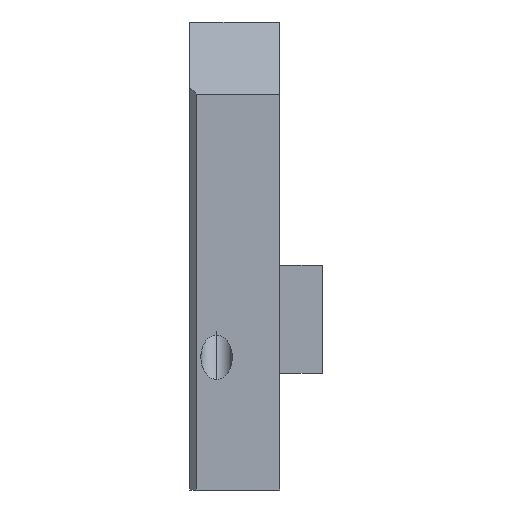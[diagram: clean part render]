
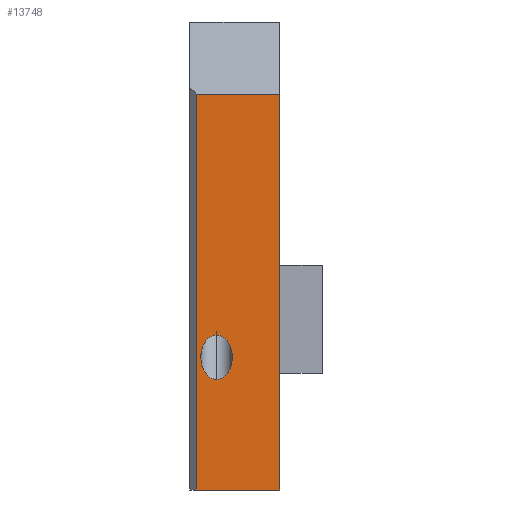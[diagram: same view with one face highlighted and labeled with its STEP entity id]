
A CAD part, left-side view. The second image highlights one B-rep face of the part: STEP entity #13748.
In plain terms, the highlighted planar face has unit normal (-1, 0, 0).
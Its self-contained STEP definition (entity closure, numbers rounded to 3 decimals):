
#102 = CARTESIAN_POINT ( 'NONE',  ( -94.5, 14., 34.45 ) ) ;
#160 = ORIENTED_EDGE ( 'NONE', *, *, #11476, .F. ) ;
#274 = VERTEX_POINT ( 'NONE', #13245 ) ;
#307 =( BOUNDED_CURVE ( )  B_SPLINE_CURVE ( 3, ( #8387, #7407, #4041, #10519 ),
 .UNSPECIFIED., .F., .F. ) 
 B_SPLINE_CURVE_WITH_KNOTS ( ( 4, 4 ),
 ( 3.142, 6.283 ),
 .UNSPECIFIED. ) 
 CURVE ( )  GEOMETRIC_REPRESENTATION_ITEM ( )  RATIONAL_B_SPLINE_CURVE ( ( 1., 0.333, 0.333, 1. ) ) 
 REPRESENTATION_ITEM ( '' )  );
#640 = CARTESIAN_POINT ( 'NONE',  ( -94.5, 14., 34.45 ) ) ;
#666 = VECTOR ( 'NONE', #13370, 1000. ) ;
#827 = VERTEX_POINT ( 'NONE', #10972 ) ;
#1193 = VECTOR ( 'NONE', #6370, 1000. ) ;
#1231 = ORIENTED_EDGE ( 'NONE', *, *, #5735, .F. ) ;
#1262 = LINE ( 'NONE', #2470, #9035 ) ;
#1286 = EDGE_LOOP ( 'NONE', ( #8473, #4253 ) ) ;
#2133 = VERTEX_POINT ( 'NONE', #6182 ) ;
#2470 = CARTESIAN_POINT ( 'NONE',  ( -94.5, 20., 0. ) ) ;
#2565 = EDGE_CURVE ( 'NONE', #5108, #12302, #9720, .T. ) ;
#2716 = CARTESIAN_POINT ( 'NONE',  ( -94.5, 21., 24.55 ) ) ;
#3797 = CARTESIAN_POINT ( 'NONE',  ( -94.5, 14., 24.55 ) ) ;
#3900 = FACE_BOUND ( 'NONE', #1286, .T. ) ;
#4041 = CARTESIAN_POINT ( 'NONE',  ( -94.5, 7., 34.45 ) ) ;
#4253 = ORIENTED_EDGE ( 'NONE', *, *, #2565, .F. ) ;
#4821 = VECTOR ( 'NONE', #7911, 1000. ) ;
#5108 = VERTEX_POINT ( 'NONE', #102 ) ;
#5344 = CARTESIAN_POINT ( 'NONE',  ( -94.5, 0., 104. ) ) ;
#5735 = EDGE_CURVE ( 'NONE', #2133, #274, #1262, .T. ) ;
#5874 = CARTESIAN_POINT ( 'NONE',  ( -94.5, 20., 88. ) ) ;
#6043 = AXIS2_PLACEMENT_3D ( 'NONE', #10648, #7566, #7747 ) ;
#6182 = CARTESIAN_POINT ( 'NONE',  ( -94.5, 0., 0. ) ) ;
#6370 = DIRECTION ( 'NONE',  ( 0., 0., 1. ) ) ;
#6425 = LINE ( 'NONE', #5344, #1193 ) ;
#7407 = CARTESIAN_POINT ( 'NONE',  ( -94.5, 7., 24.55 ) ) ;
#7550 = VERTEX_POINT ( 'NONE', #12608 ) ;
#7566 = DIRECTION ( 'NONE',  ( 1., 0., 0. ) ) ;
#7747 = DIRECTION ( 'NONE',  ( 0., 0., -1. ) ) ;
#7911 = DIRECTION ( 'NONE',  ( 0., 0., 1. ) ) ;
#8247 = ORIENTED_EDGE ( 'NONE', *, *, #13738, .T. ) ;
#8387 = CARTESIAN_POINT ( 'NONE',  ( -94.5, 14., 24.55 ) ) ;
#8473 = ORIENTED_EDGE ( 'NONE', *, *, #13592, .F. ) ;
#8925 = LINE ( 'NONE', #5874, #666 ) ;
#9035 = VECTOR ( 'NONE', #11022, 1000. ) ;
#9202 = LINE ( 'NONE', #13335, #4821 ) ;
#9546 = PLANE ( 'NONE',  #6043 ) ;
#9720 =( BOUNDED_CURVE ( )  B_SPLINE_CURVE ( 3, ( #640, #10171, #2716, #3797 ),
 .UNSPECIFIED., .F., .F. ) 
 B_SPLINE_CURVE_WITH_KNOTS ( ( 4, 4 ),
 ( 0., 3.142 ),
 .UNSPECIFIED. ) 
 CURVE ( )  GEOMETRIC_REPRESENTATION_ITEM ( )  RATIONAL_B_SPLINE_CURVE ( ( 1., 0.333, 0.333, 1. ) ) 
 REPRESENTATION_ITEM ( '' )  );
#10171 = CARTESIAN_POINT ( 'NONE',  ( -94.5, 21., 34.45 ) ) ;
#10519 = CARTESIAN_POINT ( 'NONE',  ( -94.5, 14., 34.45 ) ) ;
#10648 = CARTESIAN_POINT ( 'NONE',  ( -94.5, 20., 0. ) ) ;
#10972 = CARTESIAN_POINT ( 'NONE',  ( -94.5, 0., 88. ) ) ;
#11022 = DIRECTION ( 'NONE',  ( 0., 1., 0. ) ) ;
#11476 = EDGE_CURVE ( 'NONE', #7550, #827, #8925, .T. ) ;
#11888 = ORIENTED_EDGE ( 'NONE', *, *, #12462, .F. ) ;
#12190 = FACE_OUTER_BOUND ( 'NONE', #12798, .T. ) ;
#12302 = VERTEX_POINT ( 'NONE', #13116 ) ;
#12462 = EDGE_CURVE ( 'NONE', #274, #7550, #9202, .T. ) ;
#12608 = CARTESIAN_POINT ( 'NONE',  ( -94.5, 18.5, 88. ) ) ;
#12798 = EDGE_LOOP ( 'NONE', ( #8247, #160, #11888, #1231 ) ) ;
#13116 = CARTESIAN_POINT ( 'NONE',  ( -94.5, 14., 24.55 ) ) ;
#13245 = CARTESIAN_POINT ( 'NONE',  ( -94.5, 18.5, 0. ) ) ;
#13335 = CARTESIAN_POINT ( 'NONE',  ( -94.5, 18.5, 0. ) ) ;
#13370 = DIRECTION ( 'NONE',  ( 0., -1., 0. ) ) ;
#13592 = EDGE_CURVE ( 'NONE', #12302, #5108, #307, .T. ) ;
#13738 = EDGE_CURVE ( 'NONE', #2133, #827, #6425, .T. ) ;
#13748 = ADVANCED_FACE ( 'NONE', ( #12190, #3900 ), #9546, .F. ) ;
